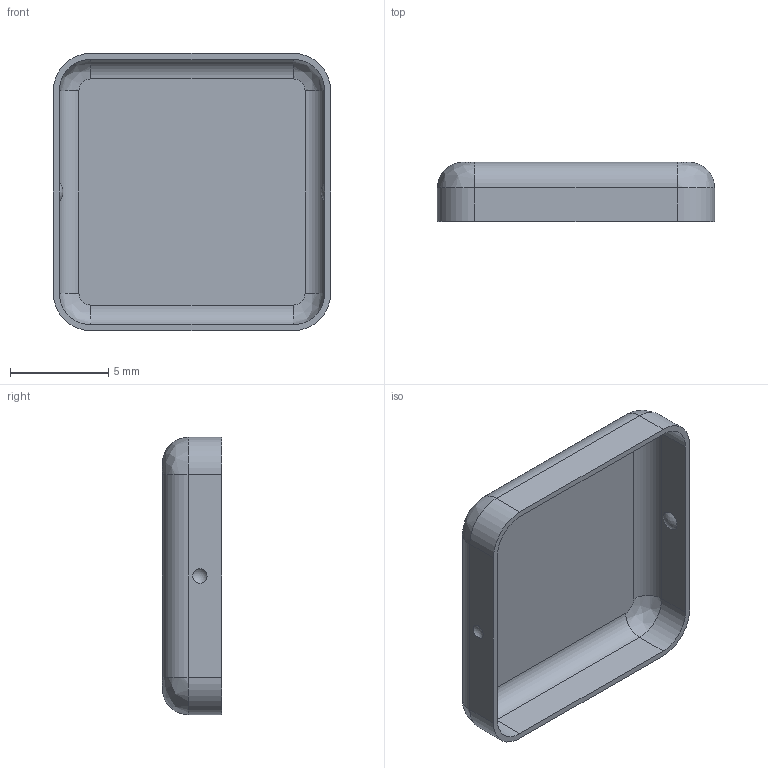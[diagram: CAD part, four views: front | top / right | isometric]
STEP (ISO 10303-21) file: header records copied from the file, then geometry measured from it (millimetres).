
FILE_DESCRIPTION( ( 'Unknown' ), '1' );
FILE_NAME( '3671135.stp', 'Unknown', ( 'Unknown' ), ( 'Unknown' ), 'PSStep 21.0.46', 'Unknown', ' ' );
FILE_SCHEMA( ( 'AUTOMOTIVE_DESIGN { 1 0 10303 214 1 1 1 1 }' ) );
Length unit declared in the file: millimetre
Products named in the file (1): MS135-20C
Bounding box: 14.1 x 3 x 14.1 mm (x, y, z)
Volume: 93.1 mm3; surface area: 636.8 mm2
Topology: 1 solids, 1 shells, 39 faces, 84 edges, 52 vertices
Faces by surface type: cylinder 16, plane 11, bspline 8, sphere 4
Entity records: 1482 total; most frequent: CARTESIAN_POINT 296, DIRECTION 192, ORIENTED_EDGE 168, EDGE_CURVE 84, AXIS2_PLACEMENT_3D 76, VERTEX_POINT 52, EDGE_LOOP 44, CIRCLE 44
